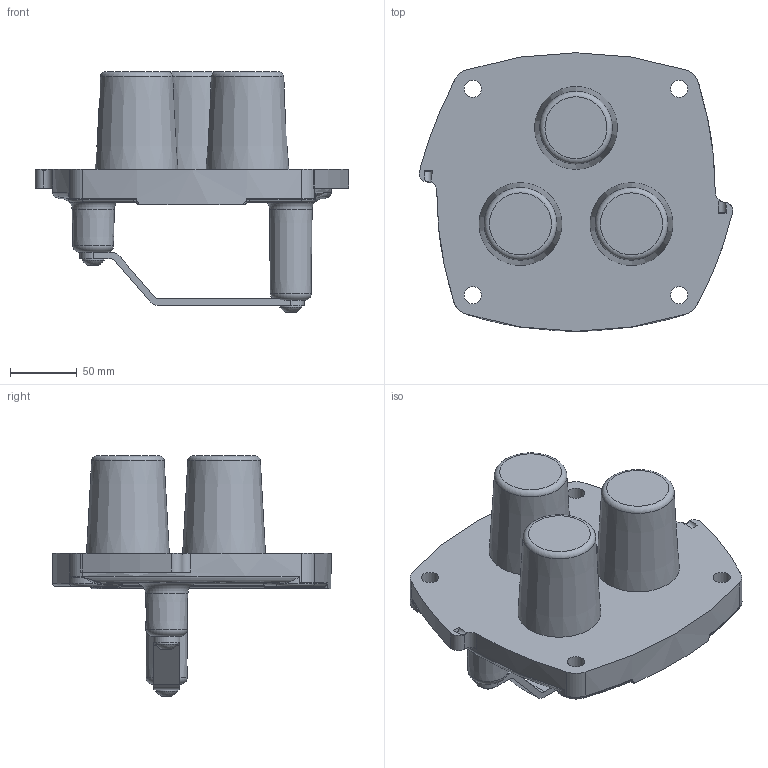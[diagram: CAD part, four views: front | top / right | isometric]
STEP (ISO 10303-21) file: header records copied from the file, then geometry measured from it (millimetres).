
FILE_DESCRIPTION(/* description */ (''),/* implementation_level */ '2;1');
FILE_NAME(/* name */ 'RS441_SLD 6.6kV Insul E. Cover with Ground.stp',/* time_stamp */ '2022-09-09T14:48:57+10:00',/* author */ ('a.tao491'),/* organization */ (''),/* preprocessor_version */ 'ST-DEVELOPER v16.5',/* originating_system */ 'Autodesk Inventor 2017',/* authorisation */ '');
FILE_SCHEMA (('AUTOMOTIVE_DESIGN { 1 0 10303 214 3 1 1 }'));
Length unit declared in the file: millimetre
Products named in the file (5): RS441_SLD; 2329; 1046; 1216; 3107
Assembly tree (7 placements, depth 2):
  RS441_SLD
    2329
    1046
    1216  x2
    3107  x3
Bounding box: 234.81 x 208.5 x 179.85 mm (x, y, z)
Volume: 1637644.9 mm3; surface area: 177598.5 mm2
Topology: 7 solids, 7 shells, 237 faces, 572 edges, 358 vertices
Faces by surface type: plane 77, bspline 53, cylinder 52, torus 30, cone 21, sphere 4
Full cylindrical faces by diameter (mm): 9.45 x2, 11 x2, 13 x4, 16.3 x2
Entity records: 6960 total; most frequent: CARTESIAN_POINT 2273, ORIENTED_EDGE 968, DIRECTION 878, EDGE_CURVE 484, AXIS2_PLACEMENT_3D 360, VERTEX_POINT 316, EDGE_LOOP 242, FACE_OUTER_BOUND 203
